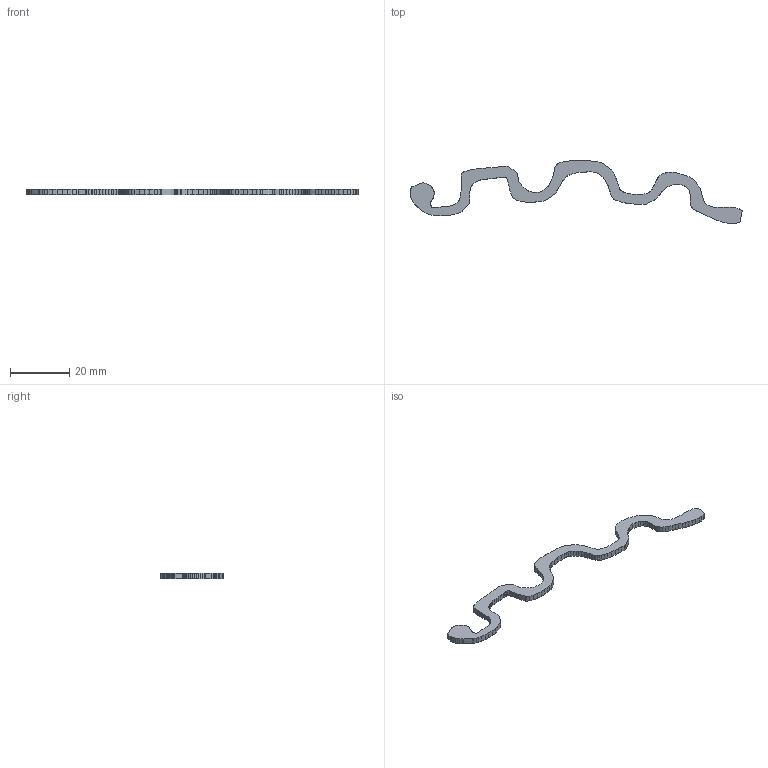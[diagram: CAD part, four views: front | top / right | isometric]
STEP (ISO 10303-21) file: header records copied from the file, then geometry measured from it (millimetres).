
FILE_DESCRIPTION(('FreeCAD Model'),'2;1');
FILE_NAME('Open CASCADE Shape Model','2024-08-10T14:55:13',(''),(''), 'Open CASCADE STEP processor 7.6','FreeCAD','Unknown');
FILE_SCHEMA(('AUTOMOTIVE_DESIGN { 1 0 10303 214 1 1 1 1 }'));
Length unit declared in the file: millimetre
Products named in the file (1): Extrude
Bounding box: 112.41 x 21.29 x 2 mm (x, y, z)
Volume: 1157.2 mm3; surface area: 1774 mm2
Topology: 1 solids, 1 shells, 315 faces, 939 edges, 626 vertices
Faces by surface type: extrusion 313, bspline 2
Entity records: 24701 total; most frequent: CARTESIAN_POINT 8388, DIRECTION 1880, ORIENTED_EDGE 1878, VECTOR 1878, PCURVE 1878, DEFINITIONAL_REPRESENTATION 1878, LINE 1565, B_SPLINE_CURVE_WITH_KNOTS 1565
